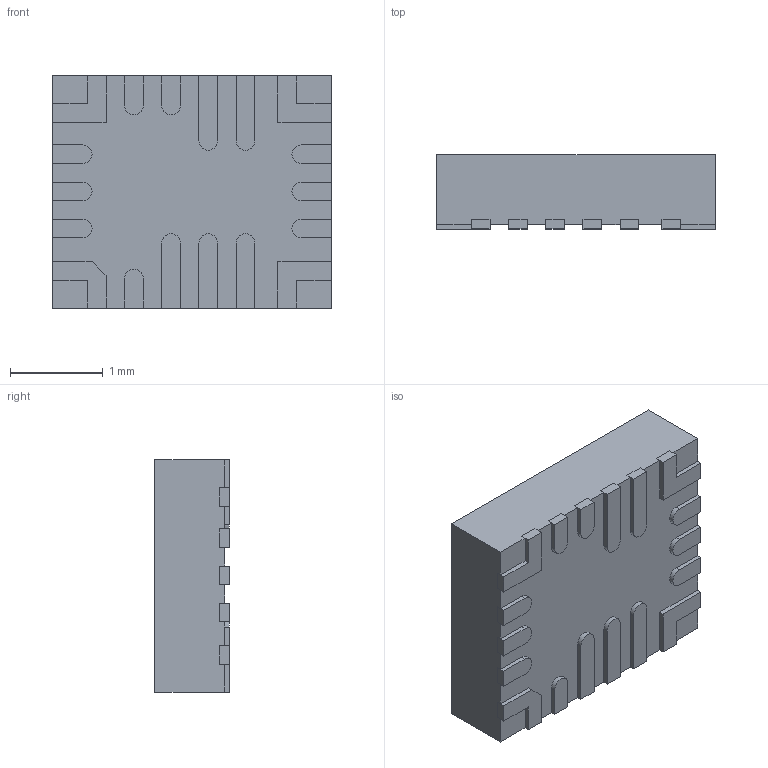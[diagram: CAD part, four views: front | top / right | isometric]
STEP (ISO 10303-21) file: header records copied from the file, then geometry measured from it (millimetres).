
FILE_DESCRIPTION (( 'STEP AP214' ), '1' );
FILE_NAME ('BQ25622ERYKR.STEP', '2024-05-21T15:04:11', ( '' ), ( '' ), 'SwSTEP 2.0', 'SolidWorks 2023', '' );
FILE_SCHEMA (( 'AUTOMOTIVE_DESIGN' ));
Length unit declared in the file: millimetre
Products named in the file (1): BQ25622ERYKR
Bounding box: 3 x 0.8 x 2.5 mm (x, y, z)
Volume: 5.7 mm3; surface area: 31.7 mm2
Topology: 20 solids, 20 shells, 219 faces, 534 edges, 356 vertices
Faces by surface type: plane 179, cylinder 40
Entity records: 7640 total; most frequent: CARTESIAN_POINT 1110, ORIENTED_EDGE 1068, DIRECTION 1054, EDGE_CURVE 534, LINE 454, VECTOR 454, VERTEX_POINT 356, AXIS2_PLACEMENT_3D 300
